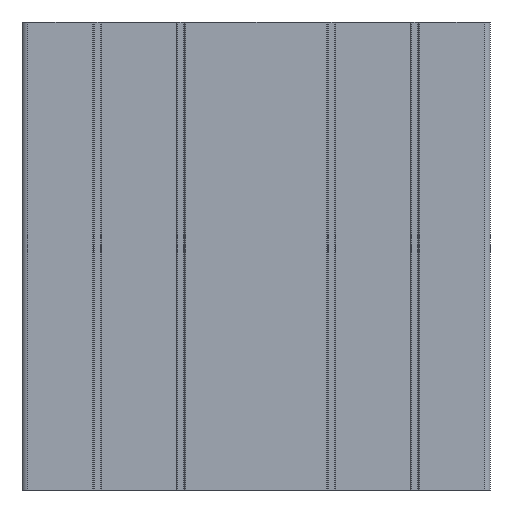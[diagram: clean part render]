
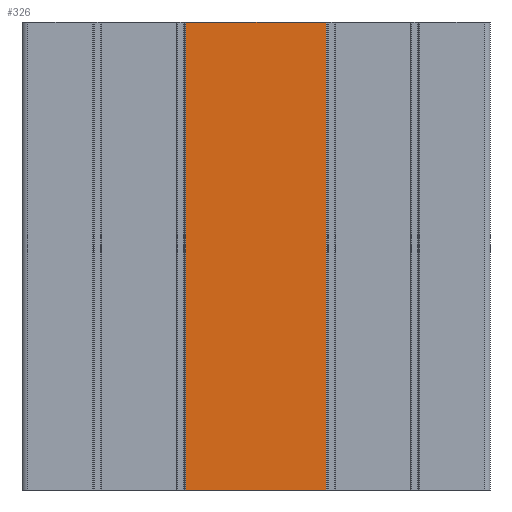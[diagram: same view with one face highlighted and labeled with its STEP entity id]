
A CAD part, front view. The second image highlights one B-rep face of the part: STEP entity #326.
In plain terms, the highlighted planar face has unit normal (0, -1, 0).
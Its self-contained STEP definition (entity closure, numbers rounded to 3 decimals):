
#247 = CARTESIAN_POINT ( 'NONE',  ( 0., -10., -40. ) ) ;
#288 = EDGE_CURVE ( 'NONE', #4109, #3829, #2623, .T. ) ;
#326 = ADVANCED_FACE ( 'NONE', ( #4627 ), #5523, .F. ) ;
#366 = EDGE_CURVE ( 'NONE', #2655, #554, #2333, .T. ) ;
#482 = ORIENTED_EDGE ( 'NONE', *, *, #288, .F. ) ;
#554 = VERTEX_POINT ( 'NONE', #2453 ) ;
#640 = DIRECTION ( 'NONE',  ( -1., 0., 0. ) ) ;
#677 = CARTESIAN_POINT ( 'NONE',  ( -4., -10., -40. ) ) ;
#747 = LINE ( 'NONE', #677, #4936 ) ;
#1334 = LINE ( 'NONE', #5131, #4765 ) ;
#1751 = DIRECTION ( 'NONE',  ( 0., 0., 1. ) ) ;
#1754 = CARTESIAN_POINT ( 'NONE',  ( -4., -10., -40. ) ) ;
#1961 = ORIENTED_EDGE ( 'NONE', *, *, #3748, .F. ) ;
#2242 = DIRECTION ( 'NONE',  ( -1., 0., 0. ) ) ;
#2324 = EDGE_CURVE ( 'NONE', #4109, #2655, #747, .T. ) ;
#2333 = LINE ( 'NONE', #2684, #4451 ) ;
#2370 = CARTESIAN_POINT ( 'NONE',  ( -16., -10., -40. ) ) ;
#2453 = CARTESIAN_POINT ( 'NONE',  ( -16., -10., 0. ) ) ;
#2623 = LINE ( 'NONE', #247, #3361 ) ;
#2655 = VERTEX_POINT ( 'NONE', #3846 ) ;
#2684 = CARTESIAN_POINT ( 'NONE',  ( 0., -10., 0. ) ) ;
#2785 = AXIS2_PLACEMENT_3D ( 'NONE', #4602, #4168, #1751 ) ;
#3048 = EDGE_LOOP ( 'NONE', ( #4157, #1961, #482, #3095 ) ) ;
#3095 = ORIENTED_EDGE ( 'NONE', *, *, #2324, .T. ) ;
#3361 = VECTOR ( 'NONE', #640, 1000. ) ;
#3748 = EDGE_CURVE ( 'NONE', #3829, #554, #1334, .T. ) ;
#3829 = VERTEX_POINT ( 'NONE', #2370 ) ;
#3846 = CARTESIAN_POINT ( 'NONE',  ( -4., -10., 0. ) ) ;
#4109 = VERTEX_POINT ( 'NONE', #1754 ) ;
#4157 = ORIENTED_EDGE ( 'NONE', *, *, #366, .T. ) ;
#4168 = DIRECTION ( 'NONE',  ( 0., 1., 0. ) ) ;
#4451 = VECTOR ( 'NONE', #2242, 1000. ) ;
#4602 = CARTESIAN_POINT ( 'NONE',  ( 0., -10., -40. ) ) ;
#4627 = FACE_OUTER_BOUND ( 'NONE', #3048, .T. ) ;
#4765 = VECTOR ( 'NONE', #5997, 1000. ) ;
#4936 = VECTOR ( 'NONE', #5356, 1000. ) ;
#5131 = CARTESIAN_POINT ( 'NONE',  ( -16., -10., -40. ) ) ;
#5356 = DIRECTION ( 'NONE',  ( 0., 0., 1. ) ) ;
#5523 = PLANE ( 'NONE',  #2785 ) ;
#5997 = DIRECTION ( 'NONE',  ( 0., 0., 1. ) ) ;
